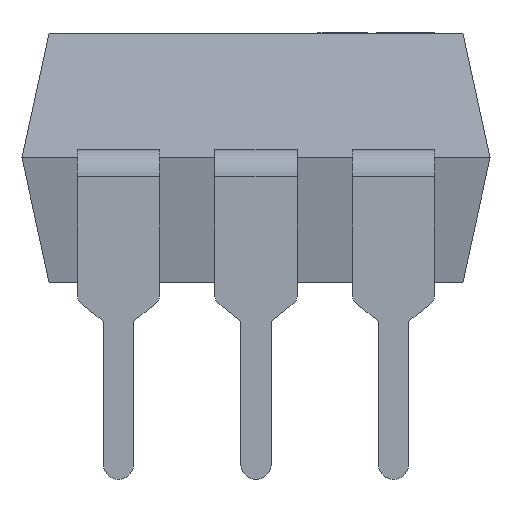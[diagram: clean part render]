
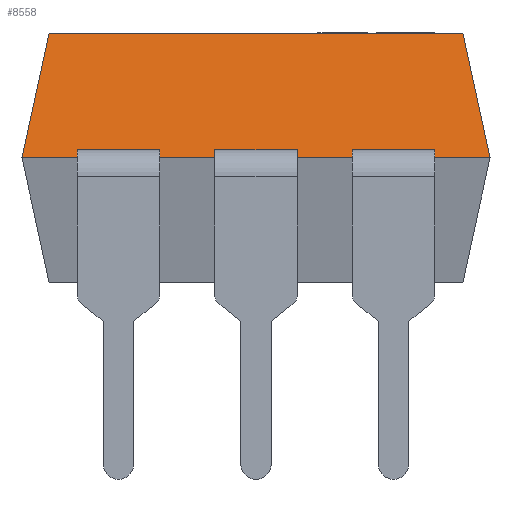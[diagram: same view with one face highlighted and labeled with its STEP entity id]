
A CAD part, front view. The second image highlights one B-rep face of the part: STEP entity #8558.
In plain terms, the highlighted planar face has unit normal (0, -0.977, 0.212).
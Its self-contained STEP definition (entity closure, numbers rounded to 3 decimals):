
#342 = DIRECTION ( 'NONE',  ( -0.208, 0.208, 0.956 ) ) ;
#1263 = CARTESIAN_POINT ( 'NONE',  ( -4.32, -3.2, 0. ) ) ;
#3949 = DIRECTION ( 'NONE',  ( 1., 0., 0. ) ) ;
#4289 = AXIS2_PLACEMENT_3D ( 'NONE', #16798, #5076, #18648 ) ;
#4436 = LINE ( 'NONE', #9100, #11200 ) ;
#5076 = DIRECTION ( 'NONE',  ( 0., 0.977, -0.212 ) ) ;
#5765 = VERTEX_POINT ( 'NONE', #10454 ) ;
#5980 = EDGE_LOOP ( 'NONE', ( #17111, #13587, #18099, #6461 ) ) ;
#6461 = ORIENTED_EDGE ( 'NONE', *, *, #11610, .T. ) ;
#6681 = VERTEX_POINT ( 'NONE', #7316 ) ;
#7167 = CARTESIAN_POINT ( 'NONE',  ( -3.82, -2.7, 2.3 ) ) ;
#7316 = CARTESIAN_POINT ( 'NONE',  ( -3.82, -2.7, 2.3 ) ) ;
#7568 = LINE ( 'NONE', #17947, #12457 ) ;
#8381 = VERTEX_POINT ( 'NONE', #1263 ) ;
#8558 = ADVANCED_FACE ( 'NONE', ( #12325 ), #12613, .F. ) ;
#8753 = VERTEX_POINT ( 'NONE', #13100 ) ;
#8858 = LINE ( 'NONE', #17788, #10274 ) ;
#9100 = CARTESIAN_POINT ( 'NONE',  ( -4.32, -3.2, 0. ) ) ;
#10274 = VECTOR ( 'NONE', #14496, 1000. ) ;
#10454 = CARTESIAN_POINT ( 'NONE',  ( 3.82, -2.7, 2.3 ) ) ;
#11200 = VECTOR ( 'NONE', #17623, 1000. ) ;
#11610 = EDGE_CURVE ( 'NONE', #8381, #8753, #4436, .T. ) ;
#12325 = FACE_OUTER_BOUND ( 'NONE', #5980, .T. ) ;
#12457 = VECTOR ( 'NONE', #342, 1000. ) ;
#12613 = PLANE ( 'NONE',  #4289 ) ;
#13100 = CARTESIAN_POINT ( 'NONE',  ( 4.32, -3.2, 0. ) ) ;
#13587 = ORIENTED_EDGE ( 'NONE', *, *, #13930, .F. ) ;
#13660 = VECTOR ( 'NONE', #3949, 1000. ) ;
#13930 = EDGE_CURVE ( 'NONE', #6681, #5765, #15822, .T. ) ;
#14281 = EDGE_CURVE ( 'NONE', #8381, #6681, #8858, .T. ) ;
#14496 = DIRECTION ( 'NONE',  ( 0.208, 0.208, 0.956 ) ) ;
#14766 = EDGE_CURVE ( 'NONE', #8753, #5765, #7568, .T. ) ;
#15822 = LINE ( 'NONE', #7167, #13660 ) ;
#16798 = CARTESIAN_POINT ( 'NONE',  ( 0., -3.056, 0.664 ) ) ;
#17111 = ORIENTED_EDGE ( 'NONE', *, *, #14766, .T. ) ;
#17623 = DIRECTION ( 'NONE',  ( 1., 0., 0. ) ) ;
#17788 = CARTESIAN_POINT ( 'NONE',  ( -4.32, -3.2, 0. ) ) ;
#17947 = CARTESIAN_POINT ( 'NONE',  ( 4.32, -3.2, 0. ) ) ;
#18099 = ORIENTED_EDGE ( 'NONE', *, *, #14281, .F. ) ;
#18648 = DIRECTION ( 'NONE',  ( 0., 0.212, 0.977 ) ) ;
